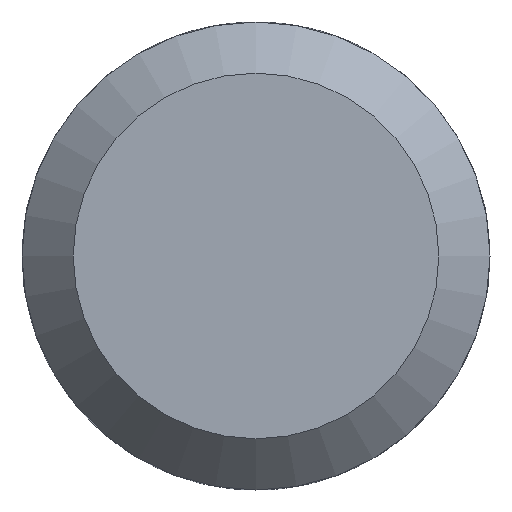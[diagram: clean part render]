
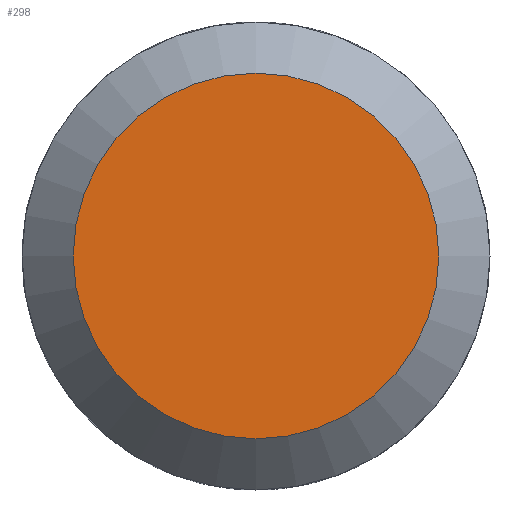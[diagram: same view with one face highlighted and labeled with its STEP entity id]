
A CAD part, left-side view. The second image highlights one B-rep face of the part: STEP entity #298.
In plain terms, the highlighted planar face has unit normal (-1, 0, 0).
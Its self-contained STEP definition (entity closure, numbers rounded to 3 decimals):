
#22=PLANE('',#342);
#53=FACE_OUTER_BOUND('',#72,.T.);
#72=EDGE_LOOP('',(#276));
#125=CIRCLE('',#341,6.25);
#153=VERTEX_POINT('',#612);
#194=EDGE_CURVE('',#153,#153,#125,.T.);
#276=ORIENTED_EDGE('',*,*,#194,.F.);
#298=ADVANCED_FACE('',(#53),#22,.F.);
#341=AXIS2_PLACEMENT_3D('',#614,#421,#422);
#342=AXIS2_PLACEMENT_3D('',#615,#423,#424);
#421=DIRECTION('center_axis',(1.,0.,0.));
#422=DIRECTION('ref_axis',(0.,0.,-1.));
#423=DIRECTION('center_axis',(1.,0.,0.));
#424=DIRECTION('ref_axis',(0.,0.,-1.));
#612=CARTESIAN_POINT('',(0.,50.,-18.75));
#614=CARTESIAN_POINT('Origin',(0.,50.,-25.));
#615=CARTESIAN_POINT('Origin',(0.,50.,-25.));
